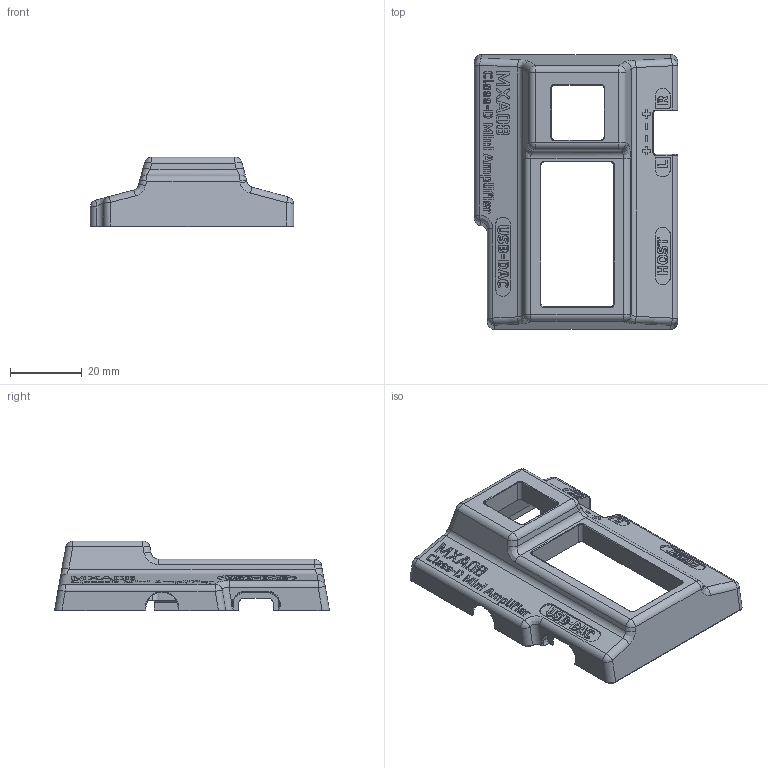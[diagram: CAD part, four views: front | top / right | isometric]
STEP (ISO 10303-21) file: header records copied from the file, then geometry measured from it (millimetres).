
FILE_DESCRIPTION(/* description */ (''),/* implementation_level */ '2;1');
FILE_NAME(/* name */ 'mxa08-top-v53.step',/* time_stamp */ '2024-01-04T16:07:14+09:00',/* author */ (''),/* organization */ (''),/* preprocessor_version */ 'ST-DEVELOPER v20',/* originating_system */ 'Autodesk Translation Framework v12.14.0.127',/* authorisation */ '');
FILE_SCHEMA (('AUTOMOTIVE_DESIGN { 1 0 10303 214 3 1 1 }'));
Length unit declared in the file: millimetre
Products named in the file (1): mxa08-case
Bounding box: 56.49 x 76.35 x 19.4 mm (x, y, z)
Volume: 11677.4 mm3; surface area: 14094 mm2
Topology: 1 solids, 1 shells, 1066 faces, 2837 edges, 1838 vertices
Faces by surface type: plane 581, bspline 283, cylinder 145, torus 26, sphere 19, cone 12
Full cylindrical faces by diameter (mm): 1.95 x4, 6 x4
Entity records: 36247 total; most frequent: CARTESIAN_POINT 11337, ORIENTED_EDGE 5666, DIRECTION 4208, EDGE_CURVE 2833, LINE 1914, VECTOR 1914, VERTEX_POINT 1838, AXIS2_PLACEMENT_3D 1147
